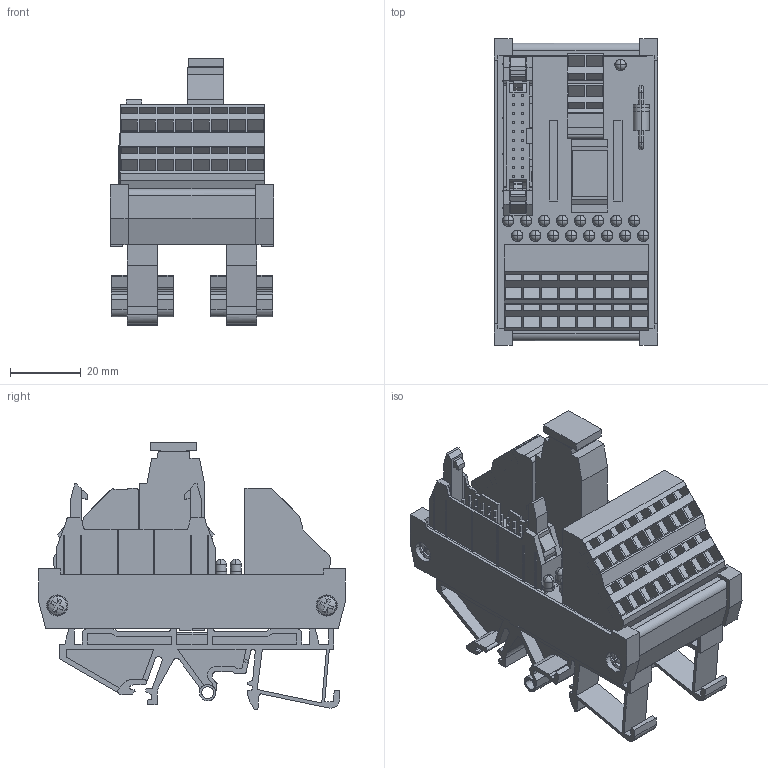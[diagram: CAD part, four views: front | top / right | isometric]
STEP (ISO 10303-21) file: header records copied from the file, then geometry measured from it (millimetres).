
FILE_DESCRIPTION(('CATIA V5R22 STEP214','CAx-IF Rec.Pracs.--- Model Styling and Organization---1.4--- 2014-01-23'),'2;1');
FILE_NAME ('011157-1_0_1311770000_3D_1311770000.stp','2021-05-27T14:15:41+00:00',('none'),('Weidmueller'),'CATIA Version 5-6 Release 2016 SP3 HF44','CATIA V5 STEP AP214','none');
FILE_SCHEMA(('AUTOMOTIVE_DESIGN { 1 0 10303 214 1 1 1 1 }'));
Products named in the file (1): 1311770000_RS 16IO 1W L H Z
Bounding box: 46 x 86.4 x 75.55 mm (x, y, z)
Volume: 64190.5 mm3; surface area: 55952.8 mm2
Topology: 2 solids, 4 shells, 1846 faces, 5388 edges, 3561 vertices
Faces by surface type: plane 1401, cylinder 357, sphere 76, torus 12
Entity records: 64100 total; most frequent: CARTESIAN_POINT 14114, ORIENTED_EDGE 10640, DIRECTION 8624, EDGE_CURVE 5320, VECTOR 4279, LINE 4279, VERTEX_POINT 3561, AXIS2_PLACEMENT_3D 2502
